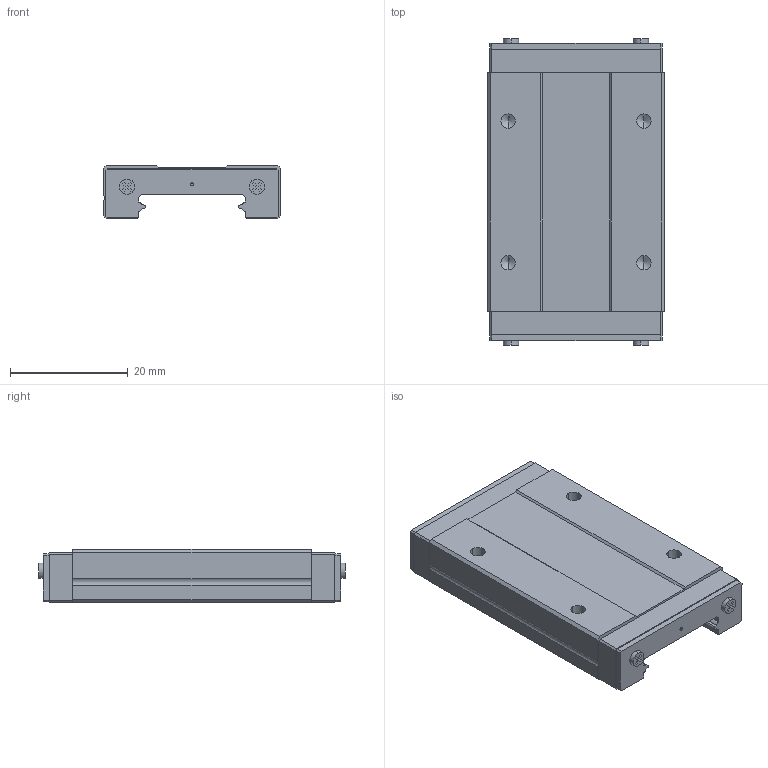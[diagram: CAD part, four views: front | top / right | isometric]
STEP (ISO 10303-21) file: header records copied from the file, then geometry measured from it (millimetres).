
FILE_DESCRIPTION (( 'STEP AP203' ), '1' );
FILE_NAME ('MB9LUUG0.step', '2021-02-18T17:44:31', ( '' ), ( '' ), 'SwSTEP 2.0', 'SolidWorks 2019', '' );
FILE_SCHEMA (( 'CONFIG_CONTROL_DESIGN' ));
Length unit declared in the file: millimetre
Products named in the file (1): MB9LUUG0
Bounding box: 30 x 52 x 9 mm (x, y, z)
Volume: 9627.5 mm3; surface area: 4923.1 mm2
Topology: 1 solids, 1 shells, 156 faces, 424 edges, 276 vertices
Faces by surface type: plane 119, cylinder 29, cone 8
Entity records: 4883 total; most frequent: CARTESIAN_POINT 849, ORIENTED_EDGE 832, DIRECTION 788, EDGE_CURVE 416, LINE 358, VECTOR 358, VERTEX_POINT 276, AXIS2_PLACEMENT_3D 215
